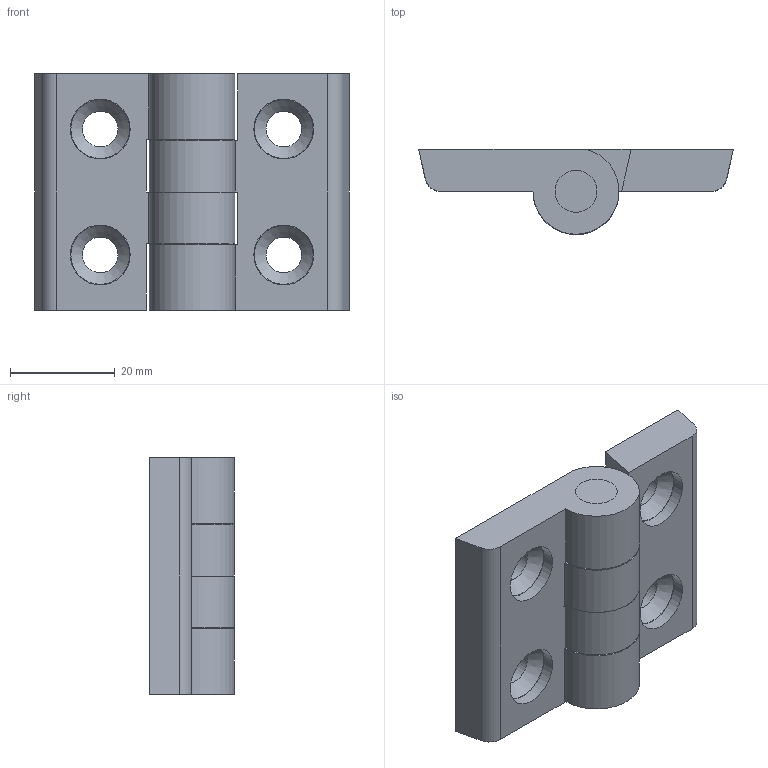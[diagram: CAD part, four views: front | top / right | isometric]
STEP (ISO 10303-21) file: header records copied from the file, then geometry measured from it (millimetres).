
FILE_DESCRIPTION(('FreeCAD Model'),'2;1');
FILE_NAME('Open CASCADE Shape Model','2025-02-18T14:06:26',(''),(''), 'Open CASCADE STEP processor 7.8','FreeCAD','Unknown');
FILE_SCHEMA(('AP242_MANAGED_MODEL_BASED_3D_ENGINEERING_MIM_LF. {1 0 10303 442 1 1 4 }'));
Length unit declared in the file: millimetre
Products named in the file (4): Basetech_Scharnier_60mm; Array; Körper; Zylinder
Assembly tree (4 placements, depth 3):
  Basetech_Scharnier_60mm
    Array
      Körper  x2
    Zylinder
Bounding box: 60 x 16.2 x 45 mm (x, y, z)
Volume: 19868.4 mm3; surface area: 13062.3 mm2
Topology: 3 solids, 3 shells, 85 faces, 215 edges, 142 vertices
Faces by surface type: plane 50, cylinder 31, cone 4
Full cylindrical faces by diameter (mm): 6.8 x4, 8 x5, 11.4 x4
Entity records: 1420 total; most frequent: DIRECTION 241, CARTESIAN_POINT 230, ORIENTED_EDGE 218, EDGE_CURVE 109, AXIS2_PLACEMENT_3D 83, LINE 75, VECTOR 75, VERTEX_POINT 72
